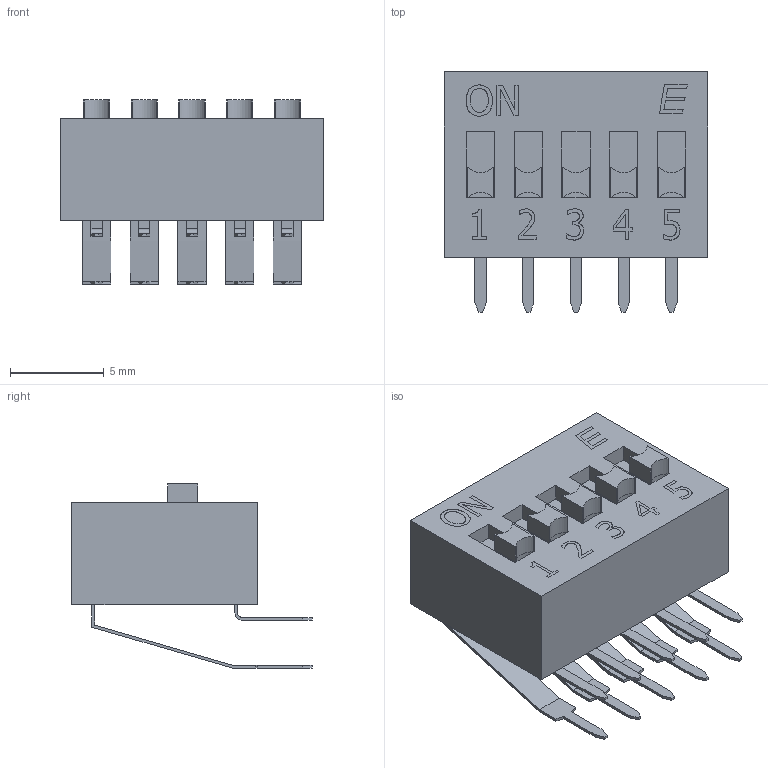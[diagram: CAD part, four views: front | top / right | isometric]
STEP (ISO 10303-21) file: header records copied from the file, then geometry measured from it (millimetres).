
FILE_DESCRIPTION((''),'2;1');
FILE_NAME('KAS2105E.stp','2012-05-14T11:52:49',('rcelander'),(''),'Autodesk Inventor 11','Autodesk Inventor 11','');
FILE_SCHEMA(('AUTOMOTIVE_DESIGN { 1 0 10303 214 1 1 1 1 }'));
Length unit declared in the file: millimetre
Products named in the file (5): N321074; KAS 5; KAS TERM 2A; KAS TERM 2B; KAS ACTUATOR E
Assembly tree (24 placements, depth 2):
  N321074
    KAS 5
    KAS TERM 2A  x9
    KAS TERM 2B  x9
    KAS ACTUATOR E  x5
Bounding box: 14.06 x 12.8 x 9.81 mm (x, y, z)
Volume: 722.4 mm3; surface area: 1150 mm2
Topology: 24 solids, 24 shells, 601 faces, 1566 edges, 1044 vertices
Faces by surface type: plane 508, bspline 55, cylinder 38
Entity records: 10049 total; most frequent: CARTESIAN_POINT 2601, ORIENTED_EDGE 1596, DIRECTION 1274, EDGE_CURVE 798, VECTOR 660, LINE 660, VERTEX_POINT 532, EDGE_LOOP 336
